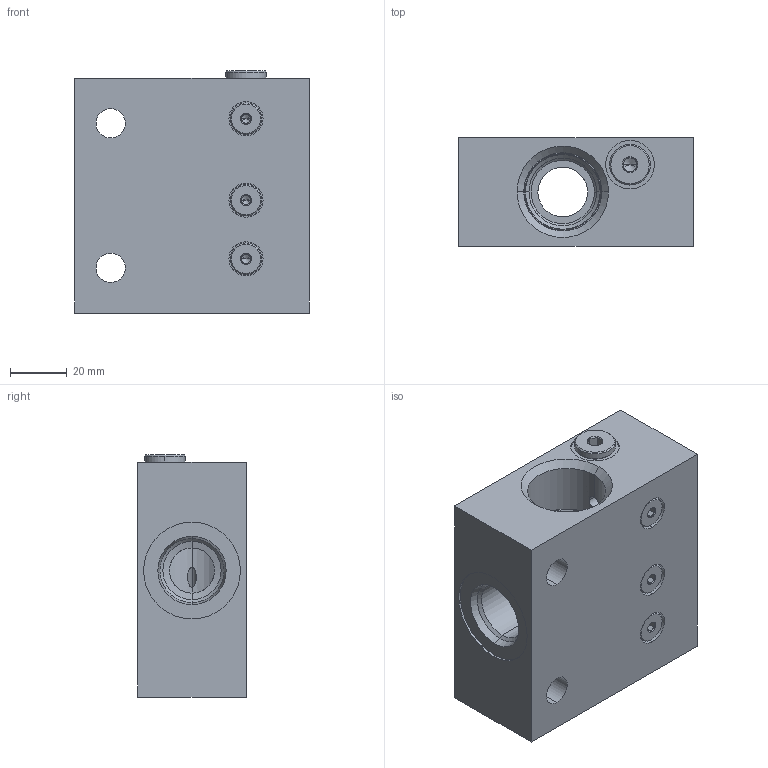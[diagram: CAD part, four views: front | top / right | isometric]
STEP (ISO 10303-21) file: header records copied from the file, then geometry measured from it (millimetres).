
FILE_DESCRIPTION((''),'2;1');
FILE_NAME('BGK_ASM','2022-04-05T',('ProEService'),(''),'PRO/ENGINEER BY PARAMETRIC TECHNOLOGY CORPORATION, 2014200','PRO/ENGINEER BY PARAMETRIC TECHNOLOGY CORPORATION, 2014200','');
FILE_SCHEMA(('CONFIG_CONTROL_DESIGN'));
Length unit declared in the file: inch
Products named in the file (5): 150-252-007; CSZNXXN; A330-006-004; A330-006-002; BGK_ASM
Assembly tree (6 placements, depth 2):
  BGK_ASM
    150-252-007
    CSZNXXN
    A330-006-004
    A330-006-002  x3
Bounding box: 82.55 x 38.1 x 85.06 mm (x, y, z)
Volume: 199137 mm3; surface area: 43731 mm2
Topology: 9 solids, 10 shells, 493 faces, 1329 edges, 968 vertices
Faces by surface type: cylinder 166, cone 141, plane 108, torus 68, revolution 8, sphere 2
Entity records: 15002 total; most frequent: CARTESIAN_POINT 4383, DIRECTION 2371, ORIENTED_EDGE 1826, EDGE_CURVE 913, AXIS2_PLACEMENT_3D 902, VECTOR 559, LINE 559, VERTEX_POINT 525
